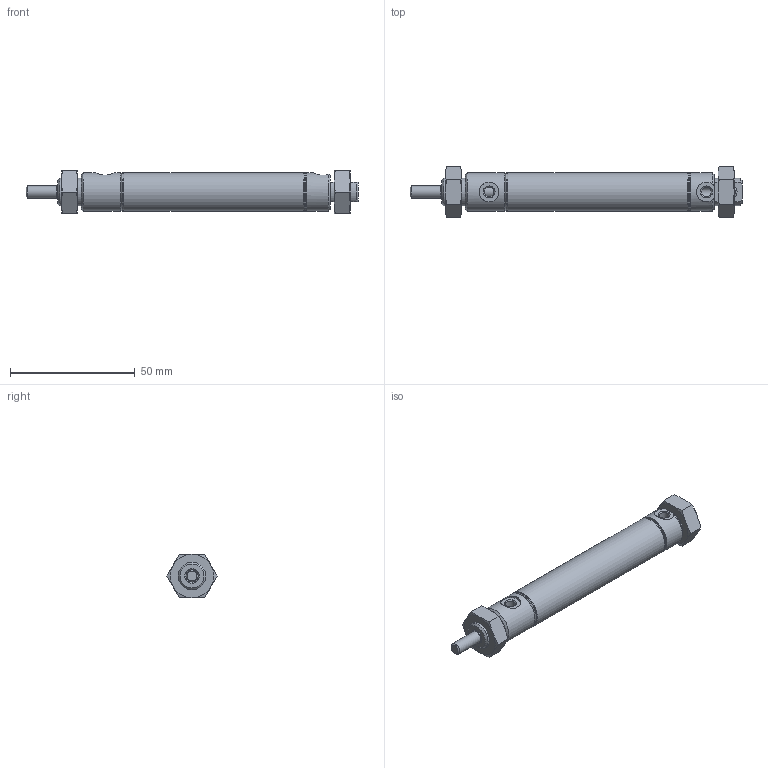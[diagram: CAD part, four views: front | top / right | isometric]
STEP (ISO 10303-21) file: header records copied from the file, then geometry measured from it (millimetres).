
FILE_DESCRIPTION( ( 'STEP AP214' ), '1' );
FILE_NAME( '022-DXP_2_14.stp', ' ', ( ' ' ), ( ' ' ), 'PSStep 15.0.47', 'PARTsolutions', ' ' );
FILE_SCHEMA( ( 'AUTOMOTIVE_DESIGN { 1 0 10303 214 1 1 1 1 }' ) );
Length unit declared in the file: inch
Products named in the file (8): 022-DXP; _022-DXP0000_0_dummy; _02R000-0_rod_guide; _02R-2.8870; _02P0Y000_rear_head; _D-154; _D-8597; _022-DXP0_rod
Assembly tree (8 placements, depth 2):
  022-DXP
    _022-DXP0000_0_dummy
    _02R000-0_rod_guide
    _02R-2.8870
    _02P0Y000_rear_head
    _D-154  x2
    _D-8597
    _022-DXP0_rod
Bounding box: 133.3 x 20.24 x 17.53 mm (x, y, z)
Volume: 15328.4 mm3; surface area: 15605 mm2
Topology: 7 solids, 7 shells, 155 faces, 333 edges, 201 vertices
Faces by surface type: cone 62, plane 42, cylinder 39, torus 12
Full cylindrical faces by diameter (mm): 3.912 x1, 3.967 x2, 3.988 x1, 4.318 x1, 4.75 x1, 4.826 x2, 5.55 x2, 9.144 x1, 9.738 x2, 11.062 x1, 11.112 x1, 13.271 x4, 14.44 x1, 14.541 x3, 15.621 x5
Entity records: 4723 total; most frequent: CARTESIAN_POINT 963, DIRECTION 557, ORIENTED_EDGE 424, AXIS2_PLACEMENT_3D 262, EDGE_LOOP 218, EDGE_CURVE 212, FACE_OUTER_BOUND 167, VERTEX_POINT 165
